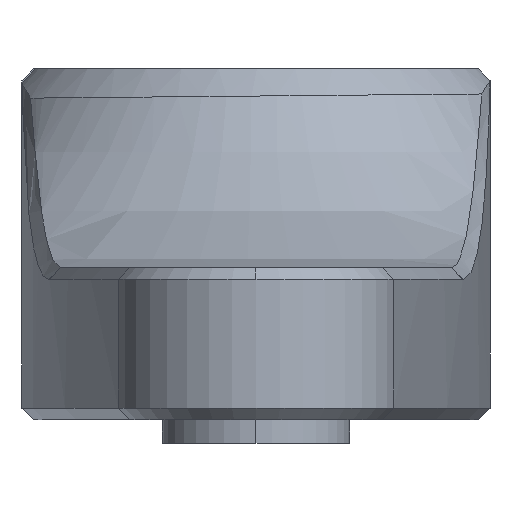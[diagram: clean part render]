
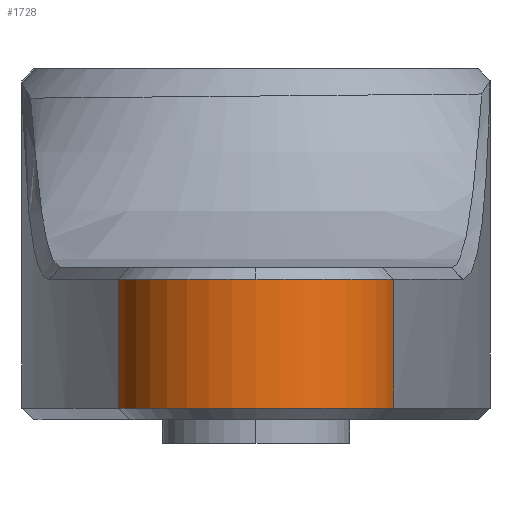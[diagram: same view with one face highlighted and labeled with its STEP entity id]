
A CAD part, left-side view. The second image highlights one B-rep face of the part: STEP entity #1728.
In plain terms, the highlighted cylindrical face has radius 6 mm (diameter 12 mm), a partial arc.
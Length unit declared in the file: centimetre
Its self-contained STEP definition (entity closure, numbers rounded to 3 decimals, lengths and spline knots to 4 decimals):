
#200 = AXIS2_PLACEMENT_3D ( 'NONE', #2811, #4155, #1139 ) ;
#259 = CYLINDRICAL_SURFACE ( 'NONE', #4220, 0.6 ) ;
#340 = EDGE_CURVE ( 'NONE', #3108, #708, #1399, .T. ) ;
#356 = ORIENTED_EDGE ( 'NONE', *, *, #1924, .F. ) ;
#402 = ORIENTED_EDGE ( 'NONE', *, *, #1858, .F. ) ;
#437 = VERTEX_POINT ( 'NONE', #2237 ) ;
#708 = VERTEX_POINT ( 'NONE', #3217 ) ;
#842 = CIRCLE ( 'NONE', #2525, 0.6 ) ;
#1062 = VECTOR ( 'NONE', #1606, 100. ) ;
#1126 = ORIENTED_EDGE ( 'NONE', *, *, #2175, .T. ) ;
#1139 = DIRECTION ( 'NONE',  ( -1., 0., 0. ) ) ;
#1156 = CARTESIAN_POINT ( 'NONE',  ( -4., 0., -0.15 ) ) ;
#1201 = CIRCLE ( 'NONE', #2531, 0.6 ) ;
#1257 = EDGE_CURVE ( 'NONE', #3792, #437, #1928, .T. ) ;
#1333 = CARTESIAN_POINT ( 'NONE',  ( -4., 0., -0.7 ) ) ;
#1399 = CIRCLE ( 'NONE', #200, 0.6 ) ;
#1543 = EDGE_LOOP ( 'NONE', ( #402, #1126, #2232, #356, #1911 ) ) ;
#1606 = DIRECTION ( 'NONE',  ( 0., 0., 1. ) ) ;
#1728 = ADVANCED_FACE ( 'NONE', ( #3601 ), #259, .T. ) ;
#1858 = EDGE_CURVE ( 'NONE', #4258, #3108, #2677, .T. ) ;
#1911 = ORIENTED_EDGE ( 'NONE', *, *, #340, .F. ) ;
#1924 = EDGE_CURVE ( 'NONE', #708, #437, #842, .T. ) ;
#1928 = LINE ( 'NONE', #2334, #1062 ) ;
#1983 = CARTESIAN_POINT ( 'NONE',  ( -4.1188, 0.5881, -0.15 ) ) ;
#2175 = EDGE_CURVE ( 'NONE', #4258, #3792, #1201, .T. ) ;
#2232 = ORIENTED_EDGE ( 'NONE', *, *, #1257, .T. ) ;
#2237 = CARTESIAN_POINT ( 'NONE',  ( -4.1188, -0.5881, -0.15 ) ) ;
#2334 = CARTESIAN_POINT ( 'NONE',  ( -4.1188, -0.5881, -0.75 ) ) ;
#2525 = AXIS2_PLACEMENT_3D ( 'NONE', #1156, #2870, #3841 ) ;
#2531 = AXIS2_PLACEMENT_3D ( 'NONE', #1333, #3331, #2667 ) ;
#2612 = DIRECTION ( 'NONE',  ( 0., 0., 1. ) ) ;
#2667 = DIRECTION ( 'NONE',  ( -1., 0., 0. ) ) ;
#2677 = LINE ( 'NONE', #2744, #2739 ) ;
#2739 = VECTOR ( 'NONE', #3402, 100. ) ;
#2744 = CARTESIAN_POINT ( 'NONE',  ( -4.1188, 0.5881, -0.75 ) ) ;
#2811 = CARTESIAN_POINT ( 'NONE',  ( -4., 0., -0.15 ) ) ;
#2870 = DIRECTION ( 'NONE',  ( 0., 0., 1. ) ) ;
#2945 = CARTESIAN_POINT ( 'NONE',  ( -4., 0., -0.75 ) ) ;
#3009 = CARTESIAN_POINT ( 'NONE',  ( -4.1188, -0.5881, -0.7 ) ) ;
#3108 = VERTEX_POINT ( 'NONE', #1983 ) ;
#3217 = CARTESIAN_POINT ( 'NONE',  ( -4.6, 0., -0.15 ) ) ;
#3331 = DIRECTION ( 'NONE',  ( 0., 0., 1. ) ) ;
#3402 = DIRECTION ( 'NONE',  ( 0., 0., 1. ) ) ;
#3572 = CARTESIAN_POINT ( 'NONE',  ( -4.1188, 0.5881, -0.7 ) ) ;
#3601 = FACE_OUTER_BOUND ( 'NONE', #1543, .T. ) ;
#3792 = VERTEX_POINT ( 'NONE', #3009 ) ;
#3841 = DIRECTION ( 'NONE',  ( -1., 0., 0. ) ) ;
#3960 = DIRECTION ( 'NONE',  ( 1., 0., 0. ) ) ;
#4155 = DIRECTION ( 'NONE',  ( 0., 0., 1. ) ) ;
#4220 = AXIS2_PLACEMENT_3D ( 'NONE', #2945, #2612, #3960 ) ;
#4258 = VERTEX_POINT ( 'NONE', #3572 ) ;
